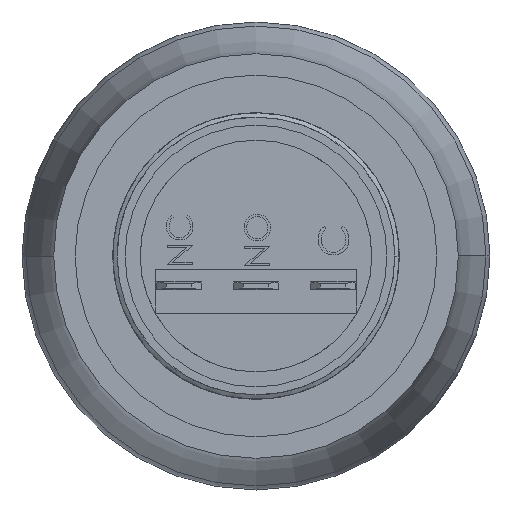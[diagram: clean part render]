
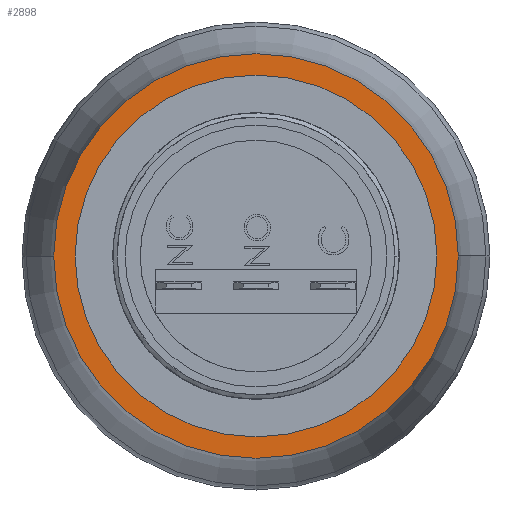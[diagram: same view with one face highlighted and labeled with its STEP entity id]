
A CAD part, front view. The second image highlights one B-rep face of the part: STEP entity #2898.
In plain terms, the highlighted planar face has unit normal (0, -1, 0).
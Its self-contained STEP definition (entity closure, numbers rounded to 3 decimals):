
#134 = DIRECTION ( 'NONE',  ( 0., 1., 0. ) ) ;
#455 = CARTESIAN_POINT ( 'NONE',  ( 0., 0., 0. ) ) ;
#1061 = EDGE_CURVE ( 'NONE', #3464, #7804, #2190, .T. ) ;
#1470 = EDGE_CURVE ( 'NONE', #7804, #3464, #9060, .T. ) ;
#1613 = EDGE_CURVE ( 'NONE', #7900, #14448, #10650, .T. ) ;
#1894 = CARTESIAN_POINT ( 'NONE',  ( 0., 0., 0. ) ) ;
#2190 = CIRCLE ( 'NONE', #7536, 12.75 ) ;
#2456 = CARTESIAN_POINT ( 'NONE',  ( 0., 0., 10.4 ) ) ;
#2898 = ADVANCED_FACE ( 'NONE', ( #12620, #14770 ), #16078, .T. ) ;
#3464 = VERTEX_POINT ( 'NONE', #11070 ) ;
#3490 = CARTESIAN_POINT ( 'NONE',  ( 0., 0., -10.4 ) ) ;
#3670 = EDGE_LOOP ( 'NONE', ( #10520, #13397 ) ) ;
#3813 = EDGE_LOOP ( 'NONE', ( #15604, #13185 ) ) ;
#4706 = DIRECTION ( 'NONE',  ( -1., 0., 0. ) ) ;
#4983 = CARTESIAN_POINT ( 'NONE',  ( 0., 0., 0. ) ) ;
#5966 = CARTESIAN_POINT ( 'NONE',  ( 0., 0., 0. ) ) ;
#7270 = DIRECTION ( 'NONE',  ( 0., 0., -1. ) ) ;
#7317 = AXIS2_PLACEMENT_3D ( 'NONE', #5966, #14786, #7270 ) ;
#7536 = AXIS2_PLACEMENT_3D ( 'NONE', #8578, #8525, #8490 ) ;
#7804 = VERTEX_POINT ( 'NONE', #14795 ) ;
#7900 = VERTEX_POINT ( 'NONE', #3490 ) ;
#8490 = DIRECTION ( 'NONE',  ( -1., 0., 0. ) ) ;
#8525 = DIRECTION ( 'NONE',  ( 0., 1., 0. ) ) ;
#8578 = CARTESIAN_POINT ( 'NONE',  ( 0., 0., 0. ) ) ;
#8762 = DIRECTION ( 'NONE',  ( 0., -1., 0. ) ) ;
#9031 = DIRECTION ( 'NONE',  ( 1., 0., 0. ) ) ;
#9060 = CIRCLE ( 'NONE', #12584, 12.75 ) ;
#10520 = ORIENTED_EDGE ( 'NONE', *, *, #1613, .F. ) ;
#10650 = CIRCLE ( 'NONE', #13421, 10.4 ) ;
#11070 = CARTESIAN_POINT ( 'NONE',  ( 12.75, 0., 0. ) ) ;
#11798 = DIRECTION ( 'NONE',  ( 0., 0., -1. ) ) ;
#12435 = EDGE_CURVE ( 'NONE', #14448, #7900, #15965, .T. ) ;
#12484 = AXIS2_PLACEMENT_3D ( 'NONE', #1894, #14329, #9031 ) ;
#12584 = AXIS2_PLACEMENT_3D ( 'NONE', #455, #134, #4706 ) ;
#12620 = FACE_BOUND ( 'NONE', #3670, .T. ) ;
#13185 = ORIENTED_EDGE ( 'NONE', *, *, #1061, .F. ) ;
#13397 = ORIENTED_EDGE ( 'NONE', *, *, #12435, .F. ) ;
#13421 = AXIS2_PLACEMENT_3D ( 'NONE', #4983, #8762, #11798 ) ;
#14329 = DIRECTION ( 'NONE',  ( 0., -1., 0. ) ) ;
#14448 = VERTEX_POINT ( 'NONE', #2456 ) ;
#14770 = FACE_OUTER_BOUND ( 'NONE', #3813, .T. ) ;
#14786 = DIRECTION ( 'NONE',  ( 0., -1., 0. ) ) ;
#14795 = CARTESIAN_POINT ( 'NONE',  ( -12.75, 0., 0. ) ) ;
#15604 = ORIENTED_EDGE ( 'NONE', *, *, #1470, .F. ) ;
#15965 = CIRCLE ( 'NONE', #7317, 10.4 ) ;
#16078 = PLANE ( 'NONE',  #12484 ) ;
